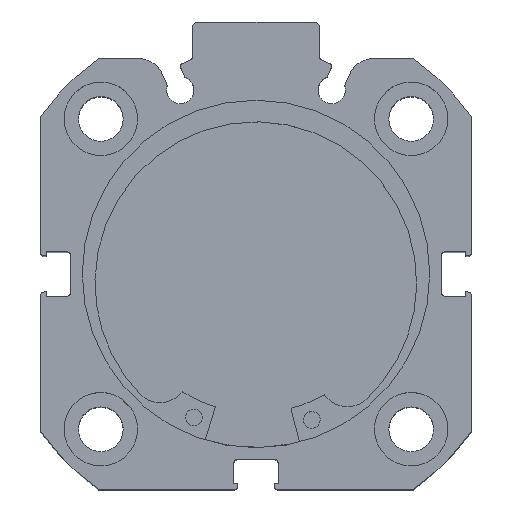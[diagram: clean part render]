
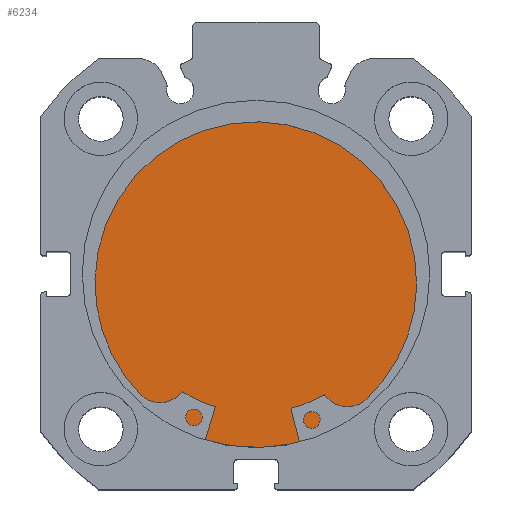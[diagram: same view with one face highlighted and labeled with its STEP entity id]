
A CAD part, top view. The second image highlights one B-rep face of the part: STEP entity #6234.
In plain terms, the highlighted face is planar.
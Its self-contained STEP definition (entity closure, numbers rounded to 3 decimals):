
#124 = CARTESIAN_POINT ( 'NONE',  ( 9., 0., 26. ) ) ;
#126 = CARTESIAN_POINT ( 'NONE',  ( 9., 0., -26. ) ) ;
#352 = VERTEX_POINT ( 'NONE', #126 ) ;
#353 = VERTEX_POINT ( 'NONE', #124 ) ;
#1477 = CARTESIAN_POINT ( 'NONE',  ( 9., 0., 0. ) ) ;
#1478 = DIRECTION ( 'NONE',  ( -1., 0., 0. ) ) ;
#1479 = DIRECTION ( 'NONE',  ( 0., 0., 1. ) ) ;
#1627 = CARTESIAN_POINT ( 'NONE',  ( 9., 0., 0. ) ) ;
#1638 = DIRECTION ( 'NONE',  ( -1., 0., 0. ) ) ;
#1639 = DIRECTION ( 'NONE',  ( 0., 0., 1. ) ) ;
#2119 = CIRCLE ( 'NONE', #5762, 26. ) ;
#2202 = CIRCLE ( 'NONE', #5792, 26. ) ;
#2543 = FACE_OUTER_BOUND ( 'NONE', #4749, .T. ) ;
#3026 = CARTESIAN_POINT ( 'NONE',  ( 9., 26., 0. ) ) ;
#3027 = PLANE ( 'NONE',  #5931 ) ;
#3029 = DIRECTION ( 'NONE',  ( -1., 0., 0. ) ) ;
#3030 = DIRECTION ( 'NONE',  ( 0., 0., 1. ) ) ;
#4061 = ORIENTED_EDGE ( 'NONE', *, *, #5393, .F. ) ;
#4131 = ORIENTED_EDGE ( 'NONE', *, *, #5336, .F. ) ;
#4749 = EDGE_LOOP ( 'NONE', ( #4061, #4131 ) ) ;
#5336 = EDGE_CURVE ( 'NONE', #352, #353, #2119, .T. ) ;
#5393 = EDGE_CURVE ( 'NONE', #353, #352, #2202, .T. ) ;
#5762 = AXIS2_PLACEMENT_3D ( 'NONE', #1477, #1478, #1479 ) ;
#5792 = AXIS2_PLACEMENT_3D ( 'NONE', #1627, #1638, #1639 ) ;
#5931 = AXIS2_PLACEMENT_3D ( 'NONE', #3026, #3029, #3030 ) ;
#6234 = ADVANCED_FACE ( 'NONE', ( #2543 ), #3027, .F. ) ;
